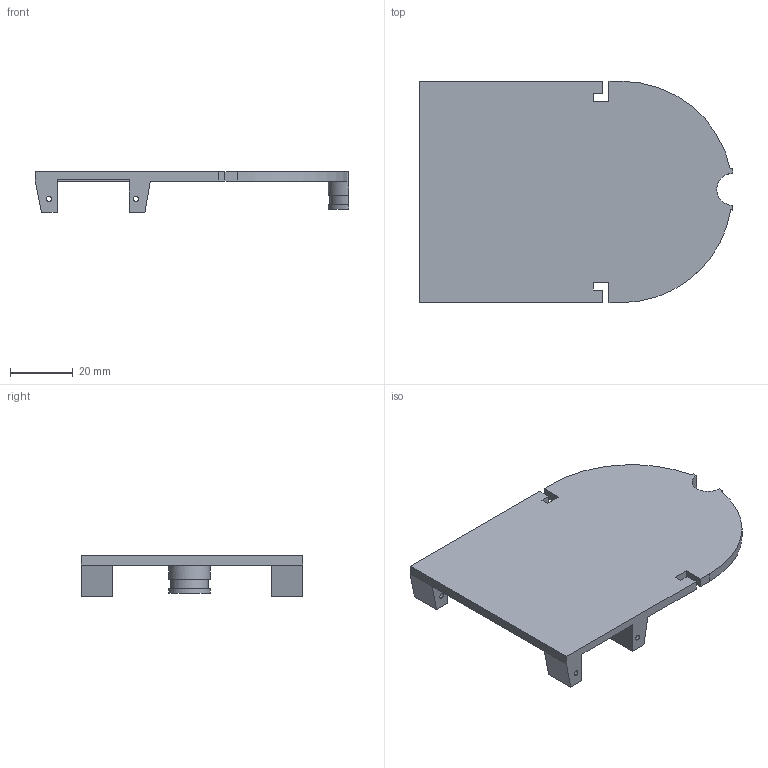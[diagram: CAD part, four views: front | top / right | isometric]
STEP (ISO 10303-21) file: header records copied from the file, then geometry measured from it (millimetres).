
FILE_DESCRIPTION (( 'STEP AP214' ), '1' );
FILE_NAME ('chassis_servo_9g_Seb.STEP', '2018-06-06T15:11:45', ( '' ), ( '' ), 'SwSTEP 2.0', 'SolidWorks 2016', '' );
FILE_SCHEMA (( 'AUTOMOTIVE_DESIGN' ));
Length unit declared in the file: millimetre
Products named in the file (1): chassis_servo_9g_Seb
Bounding box: 100.1 x 70.64 x 13 mm (x, y, z)
Volume: 21547.4 mm3; surface area: 15771.2 mm2
Topology: 1 solids, 1 shells, 56 faces, 160 edges, 106 vertices
Faces by surface type: plane 42, cylinder 13, bspline 1
Entity records: 1954 total; most frequent: CARTESIAN_POINT 396, ORIENTED_EDGE 320, DIRECTION 298, EDGE_CURVE 160, VECTOR 130, LINE 130, VERTEX_POINT 106, AXIS2_PLACEMENT_3D 84
